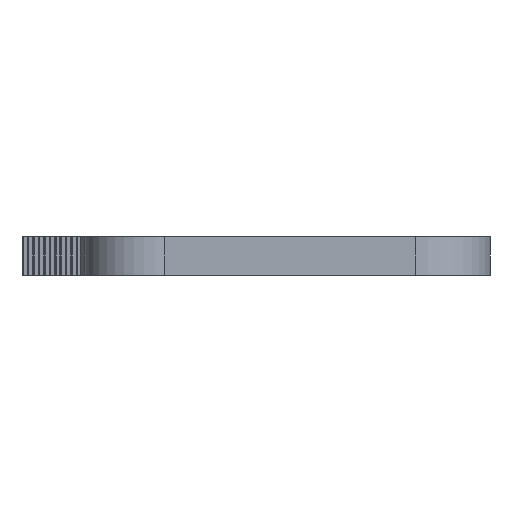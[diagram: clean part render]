
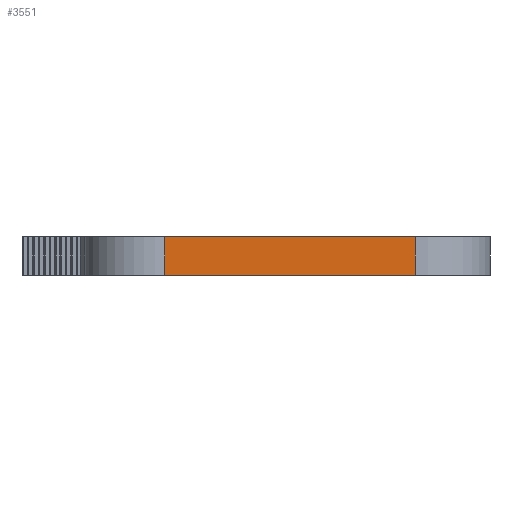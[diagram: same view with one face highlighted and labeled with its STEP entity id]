
A CAD part, front view. The second image highlights one B-rep face of the part: STEP entity #3551.
In plain terms, the highlighted planar face has unit normal (0, -1, 0).
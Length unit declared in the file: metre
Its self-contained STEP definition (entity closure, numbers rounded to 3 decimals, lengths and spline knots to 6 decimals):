
#434=ORIENTED_EDGE('',*,*,#1358,.T.);
#435=ORIENTED_EDGE('',*,*,#1359,.F.);
#436=ORIENTED_EDGE('',*,*,#1360,.F.);
#437=ORIENTED_EDGE('',*,*,#1356,.T.);
#1356=EDGE_CURVE('',#1769,#1768,#2211,.T.);
#1358=EDGE_CURVE('',#1768,#1770,#2212,.T.);
#1359=EDGE_CURVE('',#1771,#1770,#2213,.T.);
#1360=EDGE_CURVE('',#1769,#1771,#2214,.T.);
#1768=VERTEX_POINT('',#5303);
#1769=VERTEX_POINT('',#5305);
#1770=VERTEX_POINT('',#5309);
#1771=VERTEX_POINT('',#5311);
#2211=LINE('',#5304,#2711);
#2212=LINE('',#5308,#2712);
#2213=LINE('',#5310,#2713);
#2214=LINE('',#5312,#2714);
#2711=VECTOR('',#4330,1.);
#2712=VECTOR('',#4335,1.);
#2713=VECTOR('',#4336,1.);
#2714=VECTOR('',#4337,1.);
#3011=EDGE_LOOP('',(#434,#435,#436,#437));
#3197=FACE_BOUND('',#3011,.T.);
#3382=PLANE('',#3740);
#3551=ADVANCED_FACE('',(#3197),#3382,.F.);
#3740=AXIS2_PLACEMENT_3D('',#5307,#4333,#4334);
#4330=DIRECTION('',(0.,0.,1.));
#4333=DIRECTION('',(0.,1.,0.));
#4334=DIRECTION('',(0.,0.,1.));
#4335=DIRECTION('',(-1.,0.,0.));
#4336=DIRECTION('',(0.,0.,1.));
#4337=DIRECTION('',(-1.,0.,0.));
#5303=CARTESIAN_POINT('',(0.048501,0.287998,0.0235));
#5304=CARTESIAN_POINT('',(0.048501,0.287998,0.0165));
#5305=CARTESIAN_POINT('',(0.048501,0.287998,0.0165));
#5307=CARTESIAN_POINT('',(0.025946,0.287998,0.0165));
#5308=CARTESIAN_POINT('',(0.025946,0.287998,0.0235));
#5309=CARTESIAN_POINT('',(0.003391,0.287998,0.0235));
#5310=CARTESIAN_POINT('',(0.003391,0.287998,0.0165));
#5311=CARTESIAN_POINT('',(0.003391,0.287998,0.0165));
#5312=CARTESIAN_POINT('',(0.025946,0.287998,0.0165));
